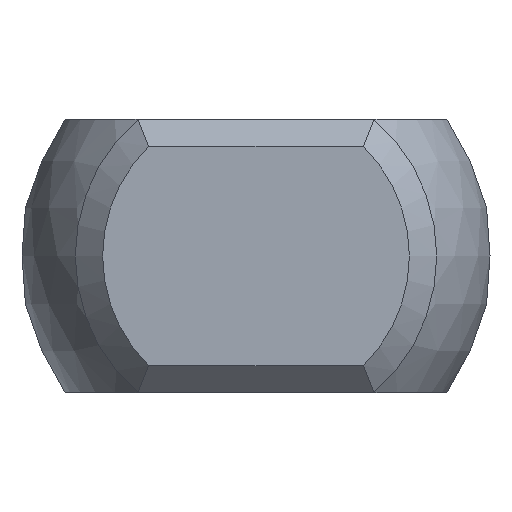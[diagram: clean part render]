
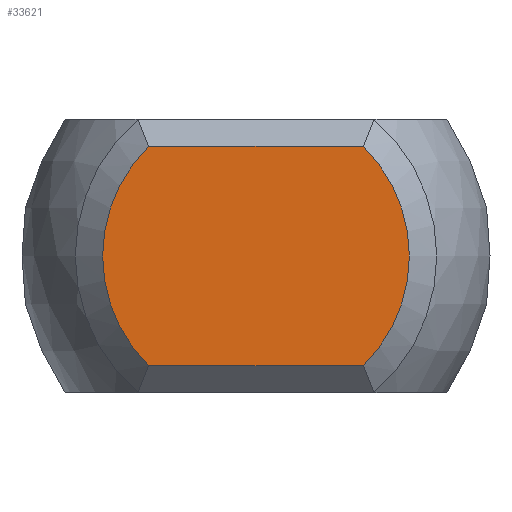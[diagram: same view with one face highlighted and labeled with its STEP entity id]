
A CAD part, left-side view. The second image highlights one B-rep face of the part: STEP entity #33621.
In plain terms, the highlighted planar face has unit normal (-1, 0, 0).
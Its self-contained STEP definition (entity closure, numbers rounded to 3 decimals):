
#32058 = PLANE('',#32059);
#32059 = AXIS2_PLACEMENT_3D('',#32060,#32061,#32062);
#32060 = CARTESIAN_POINT('',(-24.75,3.125,2.25));
#32061 = DIRECTION('',(-0.707,0.,0.707));
#32062 = DIRECTION('',(0.707,0.,0.707));
#33265 = EDGE_CURVE('',#33266,#33268,#33270,.T.);
#33266 = VERTEX_POINT('',#33267);
#33267 = CARTESIAN_POINT('',(-25.,-1.96,-2.));
#33268 = VERTEX_POINT('',#33269);
#33269 = CARTESIAN_POINT('',(-25.,1.96,-2.));
#33270 = SURFACE_CURVE('',#33271,(#33275,#33287),.PCURVE_S1.);
#33271 = LINE('',#33272,#33273);
#33272 = CARTESIAN_POINT('',(-25.,-3.125,-2.));
#33273 = VECTOR('',#33274,1.);
#33274 = DIRECTION('',(0.,1.,0.));
#33275 = PCURVE('',#33276,#33281);
#33276 = PLANE('',#33277);
#33277 = AXIS2_PLACEMENT_3D('',#33278,#33279,#33280);
#33278 = CARTESIAN_POINT('',(-24.75,-3.125,-2.25));
#33279 = DIRECTION('',(-0.707,0.,
    -0.707));
#33280 = DIRECTION('',(-0.707,0.,0.707));
#33281 = DEFINITIONAL_REPRESENTATION('',(#33282),#33286);
#33282 = LINE('',#33283,#33284);
#33283 = CARTESIAN_POINT('',(0.354,0.));
#33284 = VECTOR('',#33285,1.);
#33285 = DIRECTION('',(0.,1.));
#33286 = ( GEOMETRIC_REPRESENTATION_CONTEXT(2) 
PARAMETRIC_REPRESENTATION_CONTEXT() REPRESENTATION_CONTEXT('2D SPACE',''
  ) );
#33287 = PCURVE('',#33288,#33293);
#33288 = PLANE('',#33289);
#33289 = AXIS2_PLACEMENT_3D('',#33290,#33291,#33292);
#33290 = CARTESIAN_POINT('',(-25.,0.,0.));
#33291 = DIRECTION('',(1.,0.,0.));
#33292 = DIRECTION('',(0.,0.,-1.));
#33293 = DEFINITIONAL_REPRESENTATION('',(#33294),#33298);
#33294 = LINE('',#33295,#33296);
#33295 = CARTESIAN_POINT('',(2.,-3.125));
#33296 = VECTOR('',#33297,1.);
#33297 = DIRECTION('',(0.,1.));
#33298 = ( GEOMETRIC_REPRESENTATION_CONTEXT(2) 
PARAMETRIC_REPRESENTATION_CONTEXT() REPRESENTATION_CONTEXT('2D SPACE',''
  ) );
#33318 = CONICAL_SURFACE('',#33319,3.05,0.785);
#33319 = AXIS2_PLACEMENT_3D('',#33320,#33321,#33322);
#33320 = CARTESIAN_POINT('',(-24.75,0.,0.));
#33321 = DIRECTION('',(1.,0.,0.));
#33322 = DIRECTION('',(-0.,1.,0.));
#33368 = CONICAL_SURFACE('',#33369,3.05,0.785);
#33369 = AXIS2_PLACEMENT_3D('',#33370,#33371,#33372);
#33370 = CARTESIAN_POINT('',(-24.75,0.,0.));
#33371 = DIRECTION('',(1.,0.,0.));
#33372 = DIRECTION('',(0.,-1.,0.));
#33382 = EDGE_CURVE('',#33383,#33385,#33387,.T.);
#33383 = VERTEX_POINT('',#33384);
#33384 = CARTESIAN_POINT('',(-25.,1.96,2.));
#33385 = VERTEX_POINT('',#33386);
#33386 = CARTESIAN_POINT('',(-25.,-1.96,2.));
#33387 = SURFACE_CURVE('',#33388,(#33392,#33399),.PCURVE_S1.);
#33388 = LINE('',#33389,#33390);
#33389 = CARTESIAN_POINT('',(-25.,3.125,2.));
#33390 = VECTOR('',#33391,1.);
#33391 = DIRECTION('',(0.,-1.,0.));
#33392 = PCURVE('',#32058,#33393);
#33393 = DEFINITIONAL_REPRESENTATION('',(#33394),#33398);
#33394 = LINE('',#33395,#33396);
#33395 = CARTESIAN_POINT('',(-0.354,0.));
#33396 = VECTOR('',#33397,1.);
#33397 = DIRECTION('',(0.,-1.));
#33398 = ( GEOMETRIC_REPRESENTATION_CONTEXT(2) 
PARAMETRIC_REPRESENTATION_CONTEXT() REPRESENTATION_CONTEXT('2D SPACE',''
  ) );
#33399 = PCURVE('',#33288,#33400);
#33400 = DEFINITIONAL_REPRESENTATION('',(#33401),#33405);
#33401 = LINE('',#33402,#33403);
#33402 = CARTESIAN_POINT('',(-2.,3.125));
#33403 = VECTOR('',#33404,1.);
#33404 = DIRECTION('',(0.,-1.));
#33405 = ( GEOMETRIC_REPRESENTATION_CONTEXT(2) 
PARAMETRIC_REPRESENTATION_CONTEXT() REPRESENTATION_CONTEXT('2D SPACE',''
  ) );
#33478 = EDGE_CURVE('',#33385,#33266,#33479,.T.);
#33479 = SURFACE_CURVE('',#33480,(#33485,#33492),.PCURVE_S1.);
#33480 = CIRCLE('',#33481,2.8);
#33481 = AXIS2_PLACEMENT_3D('',#33482,#33483,#33484);
#33482 = CARTESIAN_POINT('',(-25.,0.,0.));
#33483 = DIRECTION('',(1.,0.,0.));
#33484 = DIRECTION('',(0.,-1.,0.));
#33485 = PCURVE('',#33368,#33486);
#33486 = DEFINITIONAL_REPRESENTATION('',(#33487),#33491);
#33487 = LINE('',#33488,#33489);
#33488 = CARTESIAN_POINT('',(-6.283,-0.25));
#33489 = VECTOR('',#33490,1.);
#33490 = DIRECTION('',(1.,0.));
#33491 = ( GEOMETRIC_REPRESENTATION_CONTEXT(2) 
PARAMETRIC_REPRESENTATION_CONTEXT() REPRESENTATION_CONTEXT('2D SPACE',''
  ) );
#33492 = PCURVE('',#33288,#33493);
#33493 = DEFINITIONAL_REPRESENTATION('',(#33494),#33498);
#33494 = CIRCLE('',#33495,2.8);
#33495 = AXIS2_PLACEMENT_2D('',#33496,#33497);
#33496 = CARTESIAN_POINT('',(0.,0.));
#33497 = DIRECTION('',(0.,-1.));
#33498 = ( GEOMETRIC_REPRESENTATION_CONTEXT(2) 
PARAMETRIC_REPRESENTATION_CONTEXT() REPRESENTATION_CONTEXT('2D SPACE',''
  ) );
#33504 = EDGE_CURVE('',#33268,#33383,#33505,.T.);
#33505 = SURFACE_CURVE('',#33506,(#33511,#33518),.PCURVE_S1.);
#33506 = CIRCLE('',#33507,2.8);
#33507 = AXIS2_PLACEMENT_3D('',#33508,#33509,#33510);
#33508 = CARTESIAN_POINT('',(-25.,0.,0.));
#33509 = DIRECTION('',(1.,0.,0.));
#33510 = DIRECTION('',(-0.,1.,0.));
#33511 = PCURVE('',#33318,#33512);
#33512 = DEFINITIONAL_REPRESENTATION('',(#33513),#33517);
#33513 = LINE('',#33514,#33515);
#33514 = CARTESIAN_POINT('',(0.,-0.25));
#33515 = VECTOR('',#33516,1.);
#33516 = DIRECTION('',(1.,0.));
#33517 = ( GEOMETRIC_REPRESENTATION_CONTEXT(2) 
PARAMETRIC_REPRESENTATION_CONTEXT() REPRESENTATION_CONTEXT('2D SPACE',''
  ) );
#33518 = PCURVE('',#33288,#33519);
#33519 = DEFINITIONAL_REPRESENTATION('',(#33520),#33524);
#33520 = CIRCLE('',#33521,2.8);
#33521 = AXIS2_PLACEMENT_2D('',#33522,#33523);
#33522 = CARTESIAN_POINT('',(0.,0.));
#33523 = DIRECTION('',(0.,1.));
#33524 = ( GEOMETRIC_REPRESENTATION_CONTEXT(2) 
PARAMETRIC_REPRESENTATION_CONTEXT() REPRESENTATION_CONTEXT('2D SPACE',''
  ) );
#33621 = ADVANCED_FACE('',(#33622),#33288,.F.);
#33622 = FACE_BOUND('',#33623,.T.);
#33623 = EDGE_LOOP('',(#33624,#33625,#33626,#33627));
#33624 = ORIENTED_EDGE('',*,*,#33382,.F.);
#33625 = ORIENTED_EDGE('',*,*,#33504,.F.);
#33626 = ORIENTED_EDGE('',*,*,#33265,.F.);
#33627 = ORIENTED_EDGE('',*,*,#33478,.F.);
